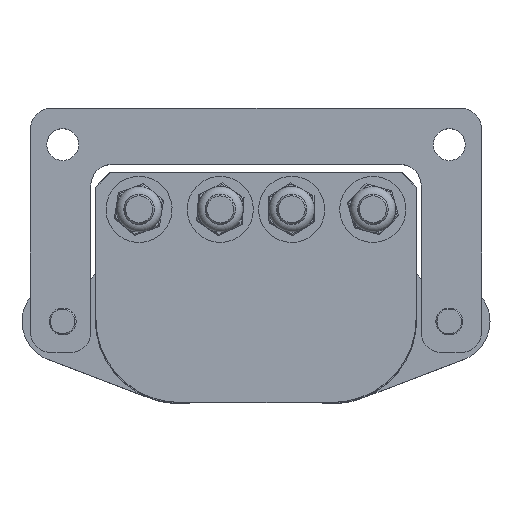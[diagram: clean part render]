
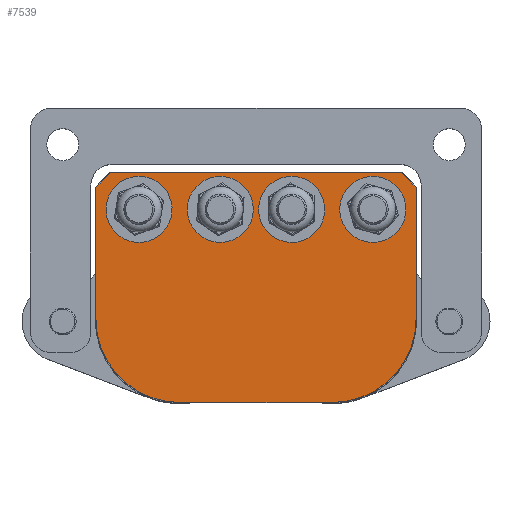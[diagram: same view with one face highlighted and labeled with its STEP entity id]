
A CAD part, top view. The second image highlights one B-rep face of the part: STEP entity #7539.
In plain terms, the highlighted planar face has unit normal (0, 0, 1).
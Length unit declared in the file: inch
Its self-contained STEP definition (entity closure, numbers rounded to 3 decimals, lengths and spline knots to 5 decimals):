
#280=FACE_BOUND('',#1257,.T.);
#281=FACE_BOUND('',#1258,.T.);
#282=FACE_BOUND('',#1259,.T.);
#283=FACE_BOUND('',#1260,.T.);
#401=PLANE('',#8247);
#744=FACE_OUTER_BOUND('',#1256,.T.);
#1256=EDGE_LOOP('',(#5398,#5399,#5400,#5401,#5402,#5403,#5404,#5405));
#1257=EDGE_LOOP('',(#5406,#5407));
#1258=EDGE_LOOP('',(#5408,#5409));
#1259=EDGE_LOOP('',(#5410,#5411));
#1260=EDGE_LOOP('',(#5412,#5413));
#1745=LINE('',#11985,#2214);
#1747=LINE('',#11989,#2216);
#1750=LINE('',#11995,#2219);
#1751=LINE('',#11999,#2220);
#1752=LINE('',#12003,#2221);
#1753=LINE('',#12004,#2222);
#2214=VECTOR('',#9680,0.3937);
#2216=VECTOR('',#9684,0.3937);
#2219=VECTOR('',#9689,0.3937);
#2220=VECTOR('',#9692,0.3937);
#2221=VECTOR('',#9695,0.3937);
#2222=VECTOR('',#9696,0.3937);
#2736=CIRCLE('',#8218,0.1955);
#2737=CIRCLE('',#8219,0.1955);
#2739=CIRCLE('',#8222,0.1955);
#2740=CIRCLE('',#8223,0.1955);
#2742=CIRCLE('',#8226,0.1955);
#2743=CIRCLE('',#8227,0.1955);
#2745=CIRCLE('',#8230,0.1955);
#2746=CIRCLE('',#8231,0.1955);
#2756=CIRCLE('',#8248,1.03);
#2757=CIRCLE('',#8249,1.03);
#3226=VERTEX_POINT('',#11921);
#3227=VERTEX_POINT('',#11922);
#3229=VERTEX_POINT('',#11929);
#3230=VERTEX_POINT('',#11930);
#3232=VERTEX_POINT('',#11937);
#3233=VERTEX_POINT('',#11938);
#3235=VERTEX_POINT('',#11945);
#3236=VERTEX_POINT('',#11946);
#3250=VERTEX_POINT('',#11982);
#3251=VERTEX_POINT('',#11984);
#3252=VERTEX_POINT('',#11988);
#3254=VERTEX_POINT('',#11994);
#3255=VERTEX_POINT('',#11996);
#3256=VERTEX_POINT('',#11998);
#3257=VERTEX_POINT('',#12000);
#3258=VERTEX_POINT('',#12002);
#4008=EDGE_CURVE('',#3226,#3227,#2736,.T.);
#4009=EDGE_CURVE('',#3227,#3226,#2737,.T.);
#4012=EDGE_CURVE('',#3229,#3230,#2739,.T.);
#4013=EDGE_CURVE('',#3230,#3229,#2740,.T.);
#4016=EDGE_CURVE('',#3232,#3233,#2742,.T.);
#4017=EDGE_CURVE('',#3233,#3232,#2743,.T.);
#4020=EDGE_CURVE('',#3235,#3236,#2745,.T.);
#4021=EDGE_CURVE('',#3236,#3235,#2746,.T.);
#4038=EDGE_CURVE('',#3250,#3251,#1745,.T.);
#4040=EDGE_CURVE('',#3252,#3251,#1747,.T.);
#4043=EDGE_CURVE('',#3250,#3254,#1750,.T.);
#4044=EDGE_CURVE('',#3254,#3255,#2756,.T.);
#4045=EDGE_CURVE('',#3255,#3256,#1751,.T.);
#4046=EDGE_CURVE('',#3256,#3257,#2757,.T.);
#4047=EDGE_CURVE('',#3257,#3258,#1752,.T.);
#4048=EDGE_CURVE('',#3252,#3258,#1753,.T.);
#5398=ORIENTED_EDGE('',*,*,#4038,.F.);
#5399=ORIENTED_EDGE('',*,*,#4043,.T.);
#5400=ORIENTED_EDGE('',*,*,#4044,.T.);
#5401=ORIENTED_EDGE('',*,*,#4045,.T.);
#5402=ORIENTED_EDGE('',*,*,#4046,.T.);
#5403=ORIENTED_EDGE('',*,*,#4047,.T.);
#5404=ORIENTED_EDGE('',*,*,#4048,.F.);
#5405=ORIENTED_EDGE('',*,*,#4040,.T.);
#5406=ORIENTED_EDGE('',*,*,#4008,.T.);
#5407=ORIENTED_EDGE('',*,*,#4009,.T.);
#5408=ORIENTED_EDGE('',*,*,#4012,.T.);
#5409=ORIENTED_EDGE('',*,*,#4013,.T.);
#5410=ORIENTED_EDGE('',*,*,#4016,.T.);
#5411=ORIENTED_EDGE('',*,*,#4017,.T.);
#5412=ORIENTED_EDGE('',*,*,#4020,.T.);
#5413=ORIENTED_EDGE('',*,*,#4021,.T.);
#7539=ADVANCED_FACE('',(#744,#280,#281,#282,#283),#401,.F.);
#8218=AXIS2_PLACEMENT_3D('',#11923,#9614,#9615);
#8219=AXIS2_PLACEMENT_3D('',#11924,#9616,#9617);
#8222=AXIS2_PLACEMENT_3D('',#11931,#9623,#9624);
#8223=AXIS2_PLACEMENT_3D('',#11932,#9625,#9626);
#8226=AXIS2_PLACEMENT_3D('',#11939,#9632,#9633);
#8227=AXIS2_PLACEMENT_3D('',#11940,#9634,#9635);
#8230=AXIS2_PLACEMENT_3D('',#11947,#9641,#9642);
#8231=AXIS2_PLACEMENT_3D('',#11948,#9643,#9644);
#8247=AXIS2_PLACEMENT_3D('',#11993,#9687,#9688);
#8248=AXIS2_PLACEMENT_3D('',#11997,#9690,#9691);
#8249=AXIS2_PLACEMENT_3D('',#12001,#9693,#9694);
#9614=DIRECTION('center_axis',(0.,0.,
-1.));
#9615=DIRECTION('ref_axis',(1.,0.,0.));
#9616=DIRECTION('center_axis',(0.,0.,
-1.));
#9617=DIRECTION('ref_axis',(1.,0.,0.));
#9623=DIRECTION('center_axis',(0.,0.,
-1.));
#9624=DIRECTION('ref_axis',(1.,0.,0.));
#9625=DIRECTION('center_axis',(0.,0.,
-1.));
#9626=DIRECTION('ref_axis',(1.,0.,0.));
#9632=DIRECTION('center_axis',(0.,0.,
-1.));
#9633=DIRECTION('ref_axis',(1.,0.,0.));
#9634=DIRECTION('center_axis',(0.,0.,
-1.));
#9635=DIRECTION('ref_axis',(1.,0.,0.));
#9641=DIRECTION('center_axis',(0.,0.,
-1.));
#9642=DIRECTION('ref_axis',(1.,0.,0.));
#9643=DIRECTION('center_axis',(0.,0.,
-1.));
#9644=DIRECTION('ref_axis',(1.,0.,0.));
#9680=DIRECTION('',(0.707,0.707,0.));
#9684=DIRECTION('',(-1.,0.,0.));
#9687=DIRECTION('center_axis',(0.,0.,
-1.));
#9688=DIRECTION('ref_axis',(-1.,0.,0.));
#9689=DIRECTION('',(0.,-1.,0.));
#9690=DIRECTION('center_axis',(0.,0.,
1.));
#9691=DIRECTION('ref_axis',(0.,1.,0.));
#9692=DIRECTION('',(1.,0.,0.));
#9693=DIRECTION('center_axis',(0.,0.,
1.));
#9694=DIRECTION('ref_axis',(-1.,0.,0.));
#9695=DIRECTION('',(0.,1.,0.));
#9696=DIRECTION('',(0.707,-0.707,0.));
#11921=CARTESIAN_POINT('',(1.79946,0.38127,1.76631));
#11922=CARTESIAN_POINT('',(1.40846,0.38127,1.76631));
#11923=CARTESIAN_POINT('Origin',(1.60396,0.38127,1.76631));
#11924=CARTESIAN_POINT('Origin',(1.60396,0.38127,1.76631));
#11929=CARTESIAN_POINT('',(0.80146,0.38127,1.76631));
#11930=CARTESIAN_POINT('',(0.41046,0.38127,1.76631));
#11931=CARTESIAN_POINT('Origin',(0.60596,0.38127,1.76631));
#11932=CARTESIAN_POINT('Origin',(0.60596,0.38127,1.76631));
#11937=CARTESIAN_POINT('',(-0.07554,0.38127,1.76631));
#11938=CARTESIAN_POINT('',(-0.46654,0.38127,1.76631));
#11939=CARTESIAN_POINT('Origin',(-0.27104,0.38127,1.76631));
#11940=CARTESIAN_POINT('Origin',(-0.27104,0.38127,1.76631));
#11945=CARTESIAN_POINT('',(-1.07354,0.38127,1.76631));
#11946=CARTESIAN_POINT('',(-1.46454,0.38127,1.76631));
#11947=CARTESIAN_POINT('Origin',(-1.26904,0.38127,1.76631));
#11948=CARTESIAN_POINT('Origin',(-1.26904,0.38127,1.76631));
#11982=CARTESIAN_POINT('',(-1.80004,0.65427,1.76631));
#11984=CARTESIAN_POINT('',(-1.62004,0.83427,1.76631));
#11985=CARTESIAN_POINT('',(-1.56942,0.8849,1.76631));
#11988=CARTESIAN_POINT('',(1.95496,0.83427,1.76631));
#11989=CARTESIAN_POINT('',(0.16746,0.83427,1.76631));
#11993=CARTESIAN_POINT('Origin',(0.16746,-0.57073,1.76631));
#11994=CARTESIAN_POINT('',(-1.80004,-0.96073,1.76631));
#11995=CARTESIAN_POINT('',(-1.80004,0.84927,1.76631));
#11996=CARTESIAN_POINT('',(-0.77004,-1.99073,1.76631));
#11997=CARTESIAN_POINT('Origin',(-0.77004,-0.96073,
1.76631));
#11998=CARTESIAN_POINT('',(1.10496,-1.99073,1.76631));
#11999=CARTESIAN_POINT('',(-1.80004,-1.99073,1.76631));
#12000=CARTESIAN_POINT('',(2.13496,-0.96073,1.76631));
#12001=CARTESIAN_POINT('Origin',(1.10496,-0.96073,1.76631));
#12002=CARTESIAN_POINT('',(2.13496,0.65427,1.76631));
#12003=CARTESIAN_POINT('',(2.13496,-1.99073,1.76631));
#12004=CARTESIAN_POINT('',(1.90433,0.8849,1.76631));
